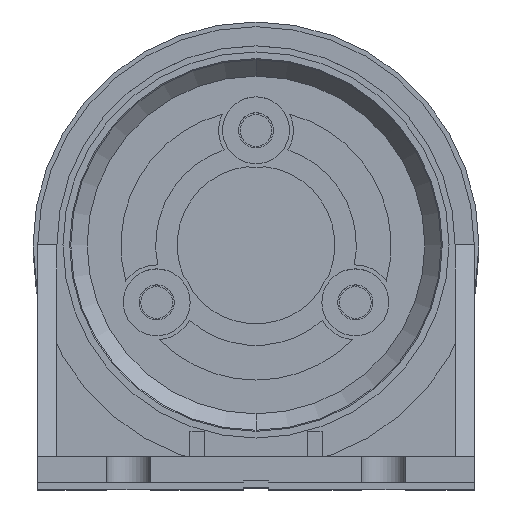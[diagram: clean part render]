
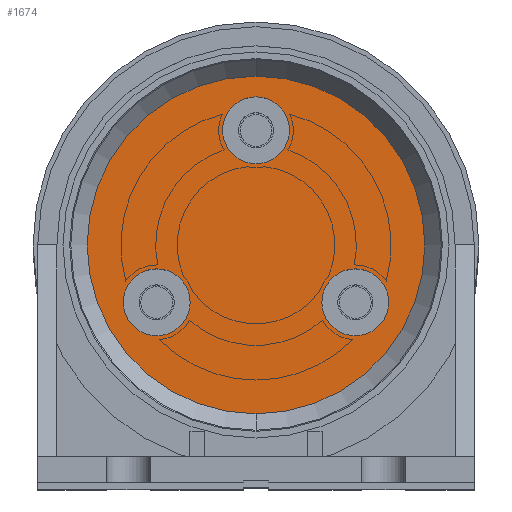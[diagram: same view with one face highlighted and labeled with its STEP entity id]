
A CAD part, top view. The second image highlights one B-rep face of the part: STEP entity #1674.
In plain terms, the highlighted planar face has unit normal (0, 0, 1).
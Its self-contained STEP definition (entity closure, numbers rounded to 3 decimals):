
#405=CARTESIAN_POINT('',(0.,18.,-0.4));
#406=DIRECTION('',(0.,0.,1.));
#407=DIRECTION('',(1.,0.,0.));
#408=AXIS2_PLACEMENT_3D('',#405,#406,#407);
#410=CARTESIAN_POINT('',(0.,18.,-0.4));
#411=DIRECTION('',(0.,0.,1.));
#412=DIRECTION('',(-1.,0.,0.));
#413=AXIS2_PLACEMENT_3D('',#410,#411,#412);
#415=CARTESIAN_POINT('',(-15.588,-9.,-0.4));
#416=DIRECTION('',(0.,0.,1.));
#417=DIRECTION('',(-0.5,0.866,0.));
#418=AXIS2_PLACEMENT_3D('',#415,#416,#417);
#420=CARTESIAN_POINT('',(-15.588,-9.,-0.4));
#421=DIRECTION('',(0.,0.,1.));
#422=DIRECTION('',(0.5,-0.866,0.));
#423=AXIS2_PLACEMENT_3D('',#420,#421,#422);
#425=CARTESIAN_POINT('',(15.588,-9.,-0.4));
#426=DIRECTION('',(0.,0.,1.));
#427=DIRECTION('',(-0.5,-0.866,0.));
#428=AXIS2_PLACEMENT_3D('',#425,#426,#427);
#430=CARTESIAN_POINT('',(15.588,-9.,-0.4));
#431=DIRECTION('',(0.,0.,1.));
#432=DIRECTION('',(0.5,0.866,0.));
#433=AXIS2_PLACEMENT_3D('',#430,#431,#432);
#439=CARTESIAN_POINT('',(0.,0.,-0.4));
#440=DIRECTION('',(0.,0.,1.));
#441=DIRECTION('',(0.,-1.,0.));
#442=AXIS2_PLACEMENT_3D('',#439,#440,#441);
#769=CARTESIAN_POINT('',(0.,0.,-0.4));
#770=DIRECTION('',(0.,0.,-1.));
#771=DIRECTION('',(0.,-1.,0.));
#772=AXIS2_PLACEMENT_3D('',#769,#770,#771);
#1067=CARTESIAN_POINT('',(0.,-26.5,-0.4));
#1068=CARTESIAN_POINT('',(0.,26.5,-0.4));
#1069=VERTEX_POINT('',#1067);
#1070=VERTEX_POINT('',#1068);
#1083=CARTESIAN_POINT('',(5.25,18.,-0.4));
#1084=CARTESIAN_POINT('',(-5.25,18.,-0.4));
#1085=VERTEX_POINT('',#1083);
#1086=VERTEX_POINT('',#1084);
#1095=CARTESIAN_POINT('',(-18.213,-4.453,-0.4));
#1096=CARTESIAN_POINT('',(-12.963,-13.547,-0.4));
#1097=VERTEX_POINT('',#1095);
#1098=VERTEX_POINT('',#1096);
#1107=CARTESIAN_POINT('',(12.963,-13.547,-0.4));
#1108=CARTESIAN_POINT('',(18.213,-4.453,-0.4));
#1109=VERTEX_POINT('',#1107);
#1110=VERTEX_POINT('',#1108);
#1646=CARTESIAN_POINT('',(0.,0.,-0.4));
#1647=DIRECTION('',(0.,0.,1.));
#1648=DIRECTION('',(0.,1.,0.));
#1649=AXIS2_PLACEMENT_3D('',#1646,#1647,#1648);
#1650=PLANE('',#1649);
#1652=ORIENTED_EDGE('',*,*,#1651,.F.);
#1654=ORIENTED_EDGE('',*,*,#1653,.T.);
#1655=EDGE_LOOP('',(#1652,#1654));
#1656=FACE_OUTER_BOUND('',#1655,.F.);
#1657=ORIENTED_EDGE('',*,*,#1636,.T.);
#1659=ORIENTED_EDGE('',*,*,#1658,.T.);
#1660=EDGE_LOOP('',(#1657,#1659));
#1661=FACE_BOUND('',#1660,.F.);
#1663=ORIENTED_EDGE('',*,*,#1662,.T.);
#1665=ORIENTED_EDGE('',*,*,#1664,.T.);
#1666=EDGE_LOOP('',(#1663,#1665));
#1667=FACE_BOUND('',#1666,.F.);
#1669=ORIENTED_EDGE('',*,*,#1668,.T.);
#1671=ORIENTED_EDGE('',*,*,#1670,.T.);
#1672=EDGE_LOOP('',(#1669,#1671));
#1673=FACE_BOUND('',#1672,.F.);
#1674=ADVANCED_FACE('',(#1656,#1661,#1667,#1673),#1650,.T.);
#409=CIRCLE('',#408,5.25);
#414=CIRCLE('',#413,5.25);
#419=CIRCLE('',#418,5.25);
#424=CIRCLE('',#423,5.25);
#429=CIRCLE('',#428,5.25);
#434=CIRCLE('',#433,5.25);
#443=CIRCLE('',#442,26.5);
#773=CIRCLE('',#772,26.5);
#1636=EDGE_CURVE('',#1085,#1086,#409,.T.);
#1651=EDGE_CURVE('',#1069,#1070,#443,.T.);
#1653=EDGE_CURVE('',#1069,#1070,#773,.T.);
#1658=EDGE_CURVE('',#1086,#1085,#414,.T.);
#1662=EDGE_CURVE('',#1097,#1098,#419,.T.);
#1664=EDGE_CURVE('',#1098,#1097,#424,.T.);
#1668=EDGE_CURVE('',#1109,#1110,#429,.T.);
#1670=EDGE_CURVE('',#1110,#1109,#434,.T.);
